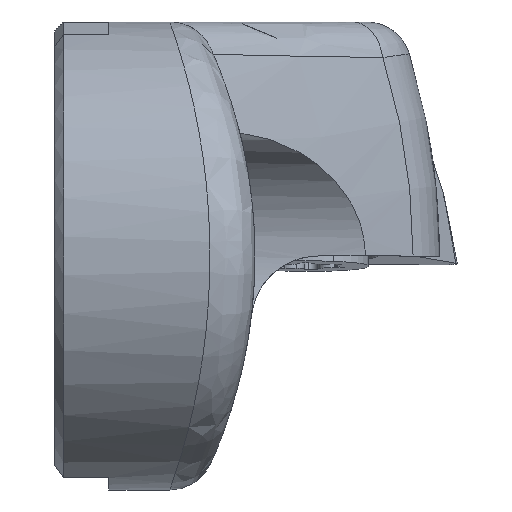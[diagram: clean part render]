
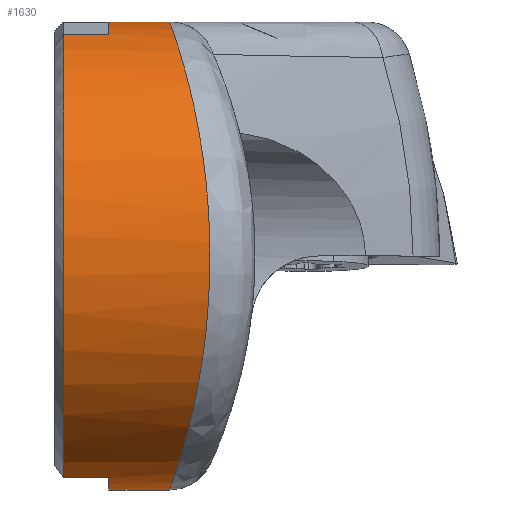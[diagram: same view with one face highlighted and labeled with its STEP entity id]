
A CAD part, left-side view. The second image highlights one B-rep face of the part: STEP entity #1630.
In plain terms, the highlighted cylindrical face has radius 5.2 mm (diameter 10.4 mm), a partial arc.
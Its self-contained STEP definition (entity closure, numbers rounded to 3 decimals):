
#732=EDGE_CURVE('NONE',#946,#1050,#1872,.F.);
#750=VERTEX_POINT('NONE',#1891);
#774=EDGE_CURVE('NONE',#944,#1392,#1917,.T.);
#830=EDGE_CURVE('NONE',#1392,#946,#1985,.F.);
#842=VERTEX_POINT('NONE',#1998);
#872=EDGE_CURVE('NONE',#1222,#750,#2032,.F.);
#944=VERTEX_POINT('NONE',#2115);
#946=VERTEX_POINT('NONE',#2117);
#1050=VERTEX_POINT('NONE',#2231);
#1134=EDGE_CURVE('NONE',#842,#1222,#2324,.F.);
#1222=VERTEX_POINT('NONE',#2423);
#1300=EDGE_CURVE('NONE',#750,#1656,#2504,.F.);
#1350=EDGE_CURVE('NONE',#842,#1050,#2558,.T.);
#1392=VERTEX_POINT('NONE',#2602);
#1406=EDGE_CURVE('NONE',#1656,#944,#2618,.F.);
#1630=ADVANCED_FACE('NONE',(#2863),#2864,.T.);
#1656=VERTEX_POINT('NONE',#2892);
#1872=CIRCLE('',#3644,5.2);
#1891=CARTESIAN_POINT('',(-5.888,-1.2,5.2));
#1917=CIRCLE('',#3705,5.2);
#1985=LINE('',#3789,#3790);
#1998=CARTESIAN_POINT('',(-5.888,-2.555,-5.2));
#2032=LINE('',#4204,#4205);
#2115=CARTESIAN_POINT('',(-7.538,-0.2,4.931));
#2117=CARTESIAN_POINT('',(-7.538,-1.2,-4.931));
#2231=CARTESIAN_POINT('',(-5.888,-1.2,-5.2));
#2324=B_SPLINE_CURVE_WITH_KNOTS('',3,(#5026,#5027,#5028,#5029,#5030,#5031,#5032,#5033,#5034,#5035,#5036,#5037,#5038,#5039,#5040,#5041,#5042,#5043,#5044,#5045,#5046,#5047,#5048,#5049,#5050),.UNSPECIFIED.,.F.,.F.,(4,3,3,3,3,3,3,3,4),(0.0,0.034,0.139,0.255,0.352,0.444,0.562,0.662,0.71),.UNSPECIFIED.);
#2423=CARTESIAN_POINT('',(-5.888,-2.555,5.2));
#2504=CIRCLE('',#8294,5.2);
#2558=LINE('',#8402,#8403);
#2602=CARTESIAN_POINT('',(-7.538,-0.2,-4.931));
#2618=LINE('',#8535,#8536);
#2863=FACE_OUTER_BOUND('',#9663,.T.);
#2864=CYLINDRICAL_SURFACE('',#9664,5.2);
#2892=CARTESIAN_POINT('',(-7.538,-1.2,4.931));
#3644=AXIS2_PLACEMENT_3D('',#9952,#9953,#9954);
#3705=AXIS2_PLACEMENT_3D('',#10006,#10007,#10008);
#3789=CARTESIAN_POINT('',(-7.538,-12.0,-4.931));
#3790=VECTOR('',#10133,1.0);
#4204=CARTESIAN_POINT('',(-5.888,-12.0,5.2));
#4205=VECTOR('',#10182,1.0);
#5026=CARTESIAN_POINT('',(-5.888,-2.555,5.2));
#5027=CARTESIAN_POINT('',(-6.152,-2.555,5.2));
#5028=CARTESIAN_POINT('',(-6.416,-2.562,5.18));
#5029=CARTESIAN_POINT('',(-6.677,-2.576,5.14));
#5030=CARTESIAN_POINT('',(-7.475,-2.62,5.017));
#5031=CARTESIAN_POINT('',(-8.237,-2.731,4.707));
#5032=CARTESIAN_POINT('',(-8.888,-2.862,4.247));
#5033=CARTESIAN_POINT('',(-9.611,-3.008,3.737));
#5034=CARTESIAN_POINT('',(-10.199,-3.174,3.042));
#5035=CARTESIAN_POINT('',(-10.582,-3.29,2.239));
#5036=CARTESIAN_POINT('',(-10.902,-3.387,1.566));
#5037=CARTESIAN_POINT('',(-11.078,-3.447,0.818));
#5038=CARTESIAN_POINT('',(-11.088,-3.45,0.066));
#5039=CARTESIAN_POINT('',(-11.097,-3.453,-0.641));
#5040=CARTESIAN_POINT('',(-10.959,-3.406,-1.35));
#5041=CARTESIAN_POINT('',(-10.688,-3.323,-2.));
#5042=CARTESIAN_POINT('',(-10.341,-3.216,-2.834));
#5043=CARTESIAN_POINT('',(-9.777,-3.05,-3.567));
#5044=CARTESIAN_POINT('',(-9.067,-2.899,-4.116));
#5045=CARTESIAN_POINT('',(-8.463,-2.77,-4.582));
#5046=CARTESIAN_POINT('',(-7.752,-2.655,-4.915));
#5047=CARTESIAN_POINT('',(-6.998,-2.597,-5.08));
#5048=CARTESIAN_POINT('',(-6.635,-2.57,-5.16));
#5049=CARTESIAN_POINT('',(-6.262,-2.555,-5.2));
#5050=CARTESIAN_POINT('',(-5.888,-2.555,-5.2));
#8294=AXIS2_PLACEMENT_3D('',#10742,#10743,#10744);
#8402=CARTESIAN_POINT('',(-5.888,-12.0,-5.2));
#8403=VECTOR('',#10799,1000.0);
#8535=CARTESIAN_POINT('',(-7.538,-12.0,4.931));
#8536=VECTOR('',#10843,1.0);
#9663=EDGE_LOOP('',(#11084,#11085,#11086,#11087,#11088,#11089,#11090,#11091));
#9664=AXIS2_PLACEMENT_3D('',#11092,#11093,#11094);
#9952=CARTESIAN_POINT('',(-5.888,-1.2,0.));
#9953=DIRECTION('',(0.,1.0,0.));
#9954=DIRECTION('',(0.0,0.,-1.0));
#10006=CARTESIAN_POINT('',(-5.888,-0.2,0.));
#10007=DIRECTION('',(0.0,-1.0,0.));
#10008=DIRECTION('',(0.0,0.,-1.0));
#10133=DIRECTION('',(-0.0,1.0,0.));
#10182=DIRECTION('',(0.0,-1.0,0.));
#10742=CARTESIAN_POINT('',(-5.888,-1.2,0.));
#10743=DIRECTION('',(0.,1.0,0.));
#10744=DIRECTION('',(0.0,0.,-1.0));
#10799=DIRECTION('',(0.0,1.0,0.));
#10843=DIRECTION('',(0.0,-1.0,0.));
#11084=ORIENTED_EDGE('',*,*,#1350,.F.);
#11085=ORIENTED_EDGE('',*,*,#1134,.T.);
#11086=ORIENTED_EDGE('',*,*,#872,.T.);
#11087=ORIENTED_EDGE('',*,*,#1300,.T.);
#11088=ORIENTED_EDGE('',*,*,#1406,.T.);
#11089=ORIENTED_EDGE('',*,*,#774,.T.);
#11090=ORIENTED_EDGE('',*,*,#830,.T.);
#11091=ORIENTED_EDGE('',*,*,#732,.T.);
#11092=CARTESIAN_POINT('',(-5.888,-12.0,0.));
#11093=DIRECTION('',(-0.0,1.0,0.));
#11094=DIRECTION('',(0.0,0.,-1.0));
